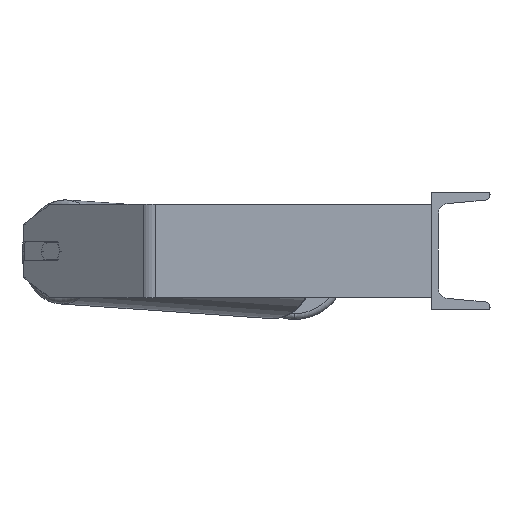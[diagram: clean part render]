
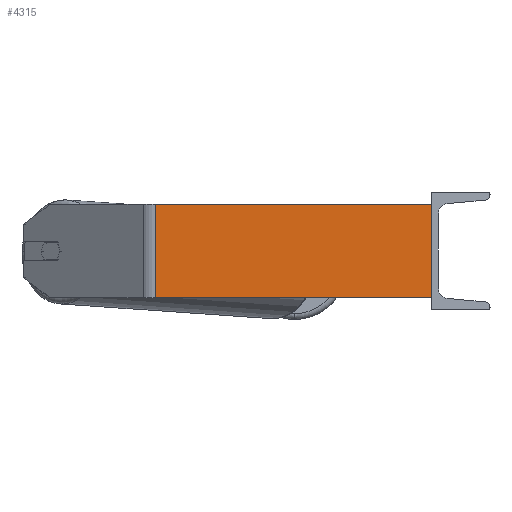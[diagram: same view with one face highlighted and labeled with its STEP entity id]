
A CAD part, left-side view. The second image highlights one B-rep face of the part: STEP entity #4315.
In plain terms, the highlighted planar face has unit normal (-1, 0, 0).
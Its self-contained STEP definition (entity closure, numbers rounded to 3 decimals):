
#287 = EDGE_CURVE ( 'NONE', #6642, #3079, #2103, .T. ) ;
#331 = VERTEX_POINT ( 'NONE', #7628 ) ;
#642 = ORIENTED_EDGE ( 'NONE', *, *, #6745, .F. ) ;
#784 = PLANE ( 'NONE',  #2733 ) ;
#834 = DIRECTION ( 'NONE',  ( 0., 1., 0. ) ) ;
#1137 = VECTOR ( 'NONE', #5629, 1000. ) ;
#1167 = DIRECTION ( 'NONE',  ( 0., -1., 0. ) ) ;
#2103 = LINE ( 'NONE', #6269, #2109 ) ;
#2109 = VECTOR ( 'NONE', #3513, 1000. ) ;
#2733 = AXIS2_PLACEMENT_3D ( 'NONE', #5739, #8452, #834 ) ;
#3079 = VERTEX_POINT ( 'NONE', #8539 ) ;
#3164 = CARTESIAN_POINT ( 'NONE',  ( -485., 235.768, 40. ) ) ;
#3223 = LINE ( 'NONE', #5088, #8687 ) ;
#3267 = ORIENTED_EDGE ( 'NONE', *, *, #4173, .F. ) ;
#3513 = DIRECTION ( 'NONE',  ( 0., 0., -1. ) ) ;
#3593 = CARTESIAN_POINT ( 'NONE',  ( -485., 0., 40. ) ) ;
#3616 = FACE_OUTER_BOUND ( 'NONE', #5932, .T. ) ;
#3638 = LINE ( 'NONE', #3593, #1137 ) ;
#3691 = DIRECTION ( 'NONE',  ( 0., -1., 0. ) ) ;
#3983 = LINE ( 'NONE', #8920, #6658 ) ;
#4173 = EDGE_CURVE ( 'NONE', #4492, #331, #3638, .T. ) ;
#4315 = ADVANCED_FACE ( 'NONE', ( #3616 ), #784, .F. ) ;
#4492 = VERTEX_POINT ( 'NONE', #6695 ) ;
#5088 = CARTESIAN_POINT ( 'NONE',  ( -485., 241.592, -40. ) ) ;
#5629 = DIRECTION ( 'NONE',  ( 0., 0., -1. ) ) ;
#5739 = CARTESIAN_POINT ( 'NONE',  ( -485., 241.592, 40. ) ) ;
#5932 = EDGE_LOOP ( 'NONE', ( #8205, #3267, #642, #8894 ) ) ;
#6269 = CARTESIAN_POINT ( 'NONE',  ( -485., 235.768, 40. ) ) ;
#6280 = EDGE_CURVE ( 'NONE', #3079, #331, #3223, .T. ) ;
#6642 = VERTEX_POINT ( 'NONE', #3164 ) ;
#6658 = VECTOR ( 'NONE', #1167, 1000. ) ;
#6695 = CARTESIAN_POINT ( 'NONE',  ( -485., 0., 40. ) ) ;
#6745 = EDGE_CURVE ( 'NONE', #6642, #4492, #3983, .T. ) ;
#7628 = CARTESIAN_POINT ( 'NONE',  ( -485., 0., -40. ) ) ;
#8205 = ORIENTED_EDGE ( 'NONE', *, *, #6280, .T. ) ;
#8452 = DIRECTION ( 'NONE',  ( 1., 0., 0. ) ) ;
#8539 = CARTESIAN_POINT ( 'NONE',  ( -485., 235.768, -40. ) ) ;
#8687 = VECTOR ( 'NONE', #3691, 1000. ) ;
#8894 = ORIENTED_EDGE ( 'NONE', *, *, #287, .T. ) ;
#8920 = CARTESIAN_POINT ( 'NONE',  ( -485., 241.592, 40. ) ) ;
